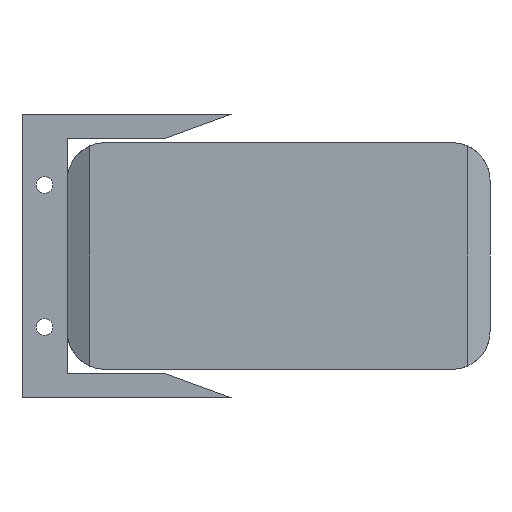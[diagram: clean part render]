
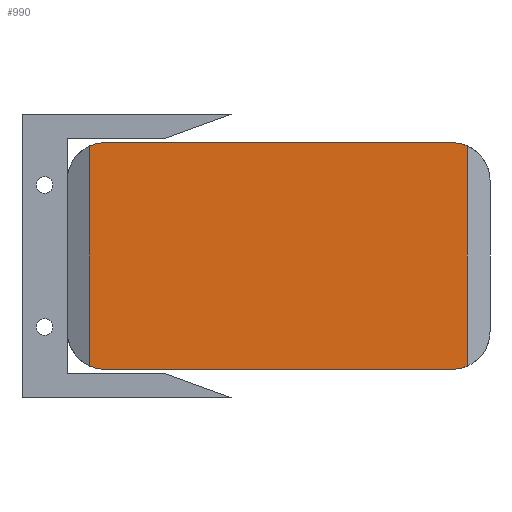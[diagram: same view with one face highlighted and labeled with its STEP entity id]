
A CAD part, front view. The second image highlights one B-rep face of the part: STEP entity #990.
In plain terms, the highlighted planar face has unit normal (0, -1, 0).
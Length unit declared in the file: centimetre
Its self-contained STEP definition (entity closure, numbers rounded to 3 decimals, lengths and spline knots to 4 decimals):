
#19 = CIRCLE ( 'NONE', #347, 1.25 ) ;
#43 = DIRECTION ( 'NONE',  ( -1., 0., 0. ) ) ;
#103 = CARTESIAN_POINT ( 'NONE',  ( 0.5, 0., -6. ) ) ;
#142 = CARTESIAN_POINT ( 'NONE',  ( 1., 0., -6. ) ) ;
#148 = CARTESIAN_POINT ( 'NONE',  ( 1., 0., -7.25 ) ) ;
#198 = DIRECTION ( 'NONE',  ( 0., 0., 1. ) ) ;
#202 = CARTESIAN_POINT ( 'NONE',  ( 13., 0., 0.1456 ) ) ;
#203 = CARTESIAN_POINT ( 'NONE',  ( 12.5, 0., -1. ) ) ;
#208 = CIRCLE ( 'NONE', #914, 1.25 ) ;
#220 = LINE ( 'NONE', #524, #709 ) ;
#237 = CARTESIAN_POINT ( 'NONE',  ( 12.5, 0., 0.25 ) ) ;
#277 = EDGE_CURVE ( 'NONE', #481, #322, #416, .T. ) ;
#286 = ORIENTED_EDGE ( 'NONE', *, *, #1366, .F. ) ;
#316 = VERTEX_POINT ( 'NONE', #1379 ) ;
#322 = VERTEX_POINT ( 'NONE', #237 ) ;
#325 = CARTESIAN_POINT ( 'NONE',  ( 0., 0., 0. ) ) ;
#338 = EDGE_CURVE ( 'NONE', #1175, #520, #220, .T. ) ;
#347 = AXIS2_PLACEMENT_3D ( 'NONE', #142, #557, #463 ) ;
#378 = VECTOR ( 'NONE', #610, 100. ) ;
#394 = CARTESIAN_POINT ( 'NONE',  ( 13., 0., -7.1456 ) ) ;
#414 = CARTESIAN_POINT ( 'NONE',  ( 1., 0., -1. ) ) ;
#416 = LINE ( 'NONE', #1239, #642 ) ;
#463 = DIRECTION ( 'NONE',  ( 0., 0., 1. ) ) ;
#481 = VERTEX_POINT ( 'NONE', #1089 ) ;
#493 = ORIENTED_EDGE ( 'NONE', *, *, #542, .F. ) ;
#513 = ORIENTED_EDGE ( 'NONE', *, *, #1209, .F. ) ;
#520 = VERTEX_POINT ( 'NONE', #202 ) ;
#524 = CARTESIAN_POINT ( 'NONE',  ( 13., 0., -1. ) ) ;
#529 = AXIS2_PLACEMENT_3D ( 'NONE', #414, #1228, #1122 ) ;
#533 = VERTEX_POINT ( 'NONE', #1347 ) ;
#542 = EDGE_CURVE ( 'NONE', #533, #481, #1116, .T. ) ;
#557 = DIRECTION ( 'NONE',  ( 0., 1., 0. ) ) ;
#610 = DIRECTION ( 'NONE',  ( 0., 0., -1. ) ) ;
#642 = VECTOR ( 'NONE', #1369, 100. ) ;
#663 = AXIS2_PLACEMENT_3D ( 'NONE', #1015, #998, #198 ) ;
#666 = EDGE_LOOP ( 'NONE', ( #493, #1330, #286, #1074, #1205, #683, #513, #899 ) ) ;
#683 = ORIENTED_EDGE ( 'NONE', *, *, #338, .T. ) ;
#709 = VECTOR ( 'NONE', #1171, 100. ) ;
#718 = DIRECTION ( 'NONE',  ( 0., 1., 0. ) ) ;
#731 = VECTOR ( 'NONE', #43, 100. ) ;
#781 = VERTEX_POINT ( 'NONE', #148 ) ;
#832 = DIRECTION ( 'NONE',  ( 0., 0., 1. ) ) ;
#838 = DIRECTION ( 'NONE',  ( 0., -1., 0. ) ) ;
#891 = LINE ( 'NONE', #1113, #731 ) ;
#895 = EDGE_CURVE ( 'NONE', #1175, #1022, #1279, .T. ) ;
#899 = ORIENTED_EDGE ( 'NONE', *, *, #277, .F. ) ;
#914 = AXIS2_PLACEMENT_3D ( 'NONE', #203, #718, #832 ) ;
#967 = AXIS2_PLACEMENT_3D ( 'NONE', #325, #838, #1162 ) ;
#990 = ADVANCED_FACE ( 'NONE', ( #1380 ), #1044, .T. ) ;
#998 = DIRECTION ( 'NONE',  ( 0., 1., 0. ) ) ;
#1015 = CARTESIAN_POINT ( 'NONE',  ( 12.5, 0., -6. ) ) ;
#1022 = VERTEX_POINT ( 'NONE', #1180 ) ;
#1034 = LINE ( 'NONE', #103, #378 ) ;
#1044 = PLANE ( 'NONE',  #967 ) ;
#1074 = ORIENTED_EDGE ( 'NONE', *, *, #1316, .F. ) ;
#1089 = CARTESIAN_POINT ( 'NONE',  ( 1., 0., 0.25 ) ) ;
#1113 = CARTESIAN_POINT ( 'NONE',  ( 12.5, 0., -7.25 ) ) ;
#1116 = CIRCLE ( 'NONE', #529, 1.25 ) ;
#1122 = DIRECTION ( 'NONE',  ( 0., 0., 1. ) ) ;
#1162 = DIRECTION ( 'NONE',  ( 0., 0., -1. ) ) ;
#1171 = DIRECTION ( 'NONE',  ( 0., 0., 1. ) ) ;
#1175 = VERTEX_POINT ( 'NONE', #394 ) ;
#1180 = CARTESIAN_POINT ( 'NONE',  ( 12.5, 0., -7.25 ) ) ;
#1205 = ORIENTED_EDGE ( 'NONE', *, *, #895, .F. ) ;
#1209 = EDGE_CURVE ( 'NONE', #322, #520, #208, .T. ) ;
#1228 = DIRECTION ( 'NONE',  ( 0., 1., 0. ) ) ;
#1239 = CARTESIAN_POINT ( 'NONE',  ( 1., 0., 0.25 ) ) ;
#1248 = EDGE_CURVE ( 'NONE', #533, #316, #1034, .T. ) ;
#1279 = CIRCLE ( 'NONE', #663, 1.25 ) ;
#1316 = EDGE_CURVE ( 'NONE', #1022, #781, #891, .T. ) ;
#1330 = ORIENTED_EDGE ( 'NONE', *, *, #1248, .T. ) ;
#1347 = CARTESIAN_POINT ( 'NONE',  ( 0.5, 0., 0.1456 ) ) ;
#1366 = EDGE_CURVE ( 'NONE', #781, #316, #19, .T. ) ;
#1369 = DIRECTION ( 'NONE',  ( 1., 0., 0. ) ) ;
#1379 = CARTESIAN_POINT ( 'NONE',  ( 0.5, 0., -7.1456 ) ) ;
#1380 = FACE_OUTER_BOUND ( 'NONE', #666, .T. ) ;
